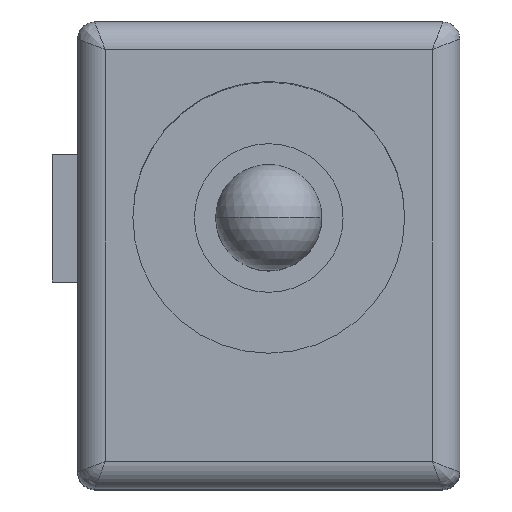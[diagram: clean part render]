
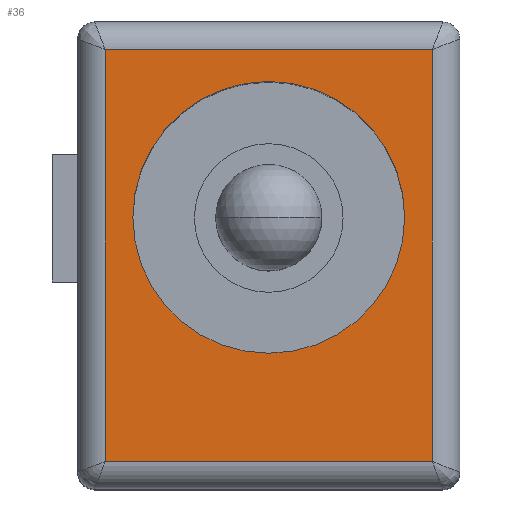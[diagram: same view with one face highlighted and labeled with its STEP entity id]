
A CAD part, top view. The second image highlights one B-rep face of the part: STEP entity #36.
In plain terms, the highlighted planar face has unit normal (0, 0, 1).
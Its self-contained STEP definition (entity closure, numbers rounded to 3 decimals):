
#32 = VERTEX_POINT ( 'NONE', #1141 ) ;
#33 = ORIENTED_EDGE ( 'NONE', *, *, #34, .T. ) ;
#34 = EDGE_CURVE ( 'NONE', #32, #75, #1139, .T. ) ;
#35 = EDGE_LOOP ( 'NONE', ( #33, #73, #71, #53 ) ) ;
#36 = ADVANCED_FACE ( 'NONE', ( #1135, #1134 ), #1181, .F. ) ;
#45 = EDGE_CURVE ( 'NONE', #331, #330, #1170, .T. ) ;
#46 = ORIENTED_EDGE ( 'NONE', *, *, #329, .T. ) ;
#47 = EDGE_LOOP ( 'NONE', ( #48, #46 ) ) ;
#48 = ORIENTED_EDGE ( 'NONE', *, *, #45, .T. ) ;
#50 = EDGE_CURVE ( 'NONE', #72, #70, #1195, .T. ) ;
#52 = EDGE_CURVE ( 'NONE', #70, #32, #1190, .T. ) ;
#53 = ORIENTED_EDGE ( 'NONE', *, *, #52, .T. ) ;
#70 = VERTEX_POINT ( 'NONE', #1257 ) ;
#71 = ORIENTED_EDGE ( 'NONE', *, *, #50, .T. ) ;
#72 = VERTEX_POINT ( 'NONE', #1256 ) ;
#73 = ORIENTED_EDGE ( 'NONE', *, *, #74, .T. ) ;
#74 = EDGE_CURVE ( 'NONE', #75, #72, #1255, .T. ) ;
#75 = VERTEX_POINT ( 'NONE', #1251 ) ;
#329 = EDGE_CURVE ( 'NONE', #330, #331, #1881, .T. ) ;
#330 = VERTEX_POINT ( 'NONE', #1877 ) ;
#331 = VERTEX_POINT ( 'NONE', #1876 ) ;
#1134 = FACE_BOUND ( 'NONE', #47, .T. ) ;
#1135 = FACE_OUTER_BOUND ( 'NONE', #35, .T. ) ;
#1136 = DIRECTION ( 'NONE',  ( 1., 0., 0. ) ) ;
#1137 = VECTOR ( 'NONE', #1136, 1000. ) ;
#1138 = CARTESIAN_POINT ( 'NONE',  ( -11.196, -5.75, 3.5 ) ) ;
#1139 = LINE ( 'NONE', #1138, #1137 ) ;
#1141 = CARTESIAN_POINT ( 'NONE',  ( -3.85, -5.75, 3.5 ) ) ;
#1166 = DIRECTION ( 'NONE',  ( -1., 0., 0. ) ) ;
#1167 = DIRECTION ( 'NONE',  ( 0., 0., -1. ) ) ;
#1168 = CARTESIAN_POINT ( 'NONE',  ( 0., 0., 3.5 ) ) ;
#1169 = AXIS2_PLACEMENT_3D ( 'NONE', #1168, #1167, #1166 ) ;
#1170 = CIRCLE ( 'NONE', #1169, 3.2 ) ;
#1177 = DIRECTION ( 'NONE',  ( -1., 0., 0. ) ) ;
#1178 = DIRECTION ( 'NONE',  ( 0., 0., -1. ) ) ;
#1179 = CARTESIAN_POINT ( 'NONE',  ( -11.196, -0.9, 3.5 ) ) ;
#1180 = AXIS2_PLACEMENT_3D ( 'NONE', #1179, #1178, #1177 ) ;
#1181 = PLANE ( 'NONE',  #1180 ) ;
#1187 = DIRECTION ( 'NONE',  ( 0., -1., 0. ) ) ;
#1188 = VECTOR ( 'NONE', #1187, 1000. ) ;
#1189 = CARTESIAN_POINT ( 'NONE',  ( -3.85, -0.9, 3.5 ) ) ;
#1190 = LINE ( 'NONE', #1189, #1188 ) ;
#1192 = DIRECTION ( 'NONE',  ( -1., 0., 0. ) ) ;
#1193 = VECTOR ( 'NONE', #1192, 1000. ) ;
#1194 = CARTESIAN_POINT ( 'NONE',  ( -11.196, 3.95, 3.5 ) ) ;
#1195 = LINE ( 'NONE', #1194, #1193 ) ;
#1251 = CARTESIAN_POINT ( 'NONE',  ( 3.85, -5.75, 3.5 ) ) ;
#1252 = DIRECTION ( 'NONE',  ( 0., 1., 0. ) ) ;
#1253 = VECTOR ( 'NONE', #1252, 1000. ) ;
#1254 = CARTESIAN_POINT ( 'NONE',  ( 3.85, 4.2, 3.5 ) ) ;
#1255 = LINE ( 'NONE', #1254, #1253 ) ;
#1256 = CARTESIAN_POINT ( 'NONE',  ( 3.85, 3.95, 3.5 ) ) ;
#1257 = CARTESIAN_POINT ( 'NONE',  ( -3.85, 3.95, 3.5 ) ) ;
#1876 = CARTESIAN_POINT ( 'NONE',  ( -3.2, 0., 3.5 ) ) ;
#1877 = CARTESIAN_POINT ( 'NONE',  ( 3.2, 0., 3.5 ) ) ;
#1878 = DIRECTION ( 'NONE',  ( -1., 0., 0. ) ) ;
#1879 = DIRECTION ( 'NONE',  ( 0., 0., -1. ) ) ;
#1880 = AXIS2_PLACEMENT_3D ( 'NONE', #1886, #1879, #1878 ) ;
#1881 = CIRCLE ( 'NONE', #1880, 3.2 ) ;
#1886 = CARTESIAN_POINT ( 'NONE',  ( 0., 0., 3.5 ) ) ;
